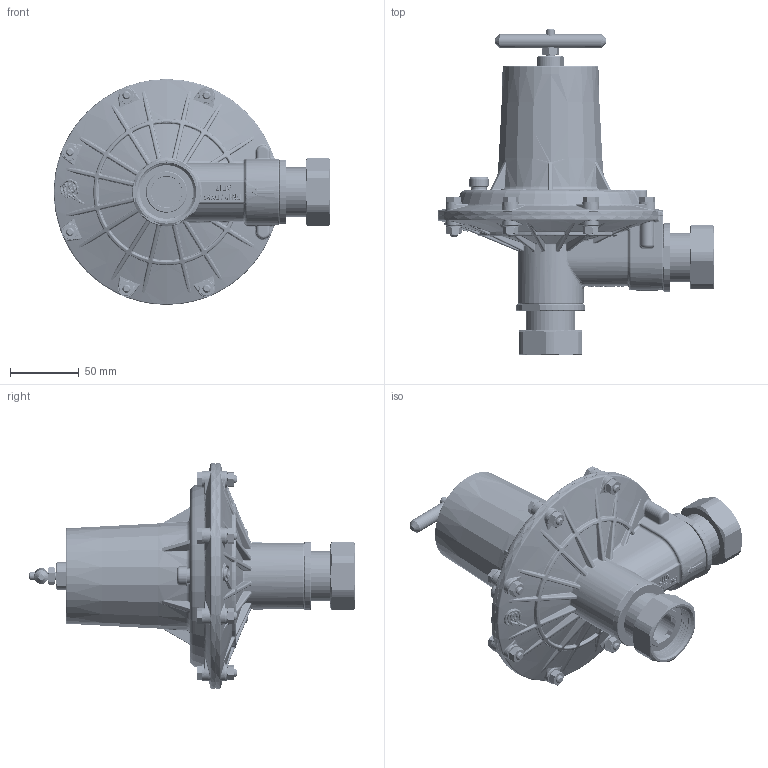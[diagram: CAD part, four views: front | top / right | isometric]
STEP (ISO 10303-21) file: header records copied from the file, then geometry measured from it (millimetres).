
FILE_DESCRIPTION (( 'STEP AP203' ), '1' );
FILE_NAME ('VENIO-F-20 G1 1.4.STEP', '2019-10-18T10:21:57', ( '' ), ( '' ), 'SwSTEP 2.0', 'SolidWorks 2018', '' );
FILE_SCHEMA (( 'CONFIG_CONTROL_DESIGN' ));
Products named in the file (1): VENIO-F-20 G1 1.4
Bounding box: 201 x 237.15 x 164 mm (x, y, z)
Volume: 580363.3 mm3; surface area: 385611.1 mm2
Topology: 63 solids, 63 shells, 4345 faces, 10115 edges, 5857 vertices
Faces by surface type: cylinder 1303, bspline 1174, plane 789, cone 509, torus 498, sphere 72
Entity records: 194139 total; most frequent: CARTESIAN_POINT 104855, ORIENTED_EDGE 19906, DIRECTION 17025, EDGE_CURVE 9953, AXIS2_PLACEMENT_3D 7161, VERTEX_POINT 5837, EDGE_LOOP 4608, FACE_OUTER_BOUND 4345
